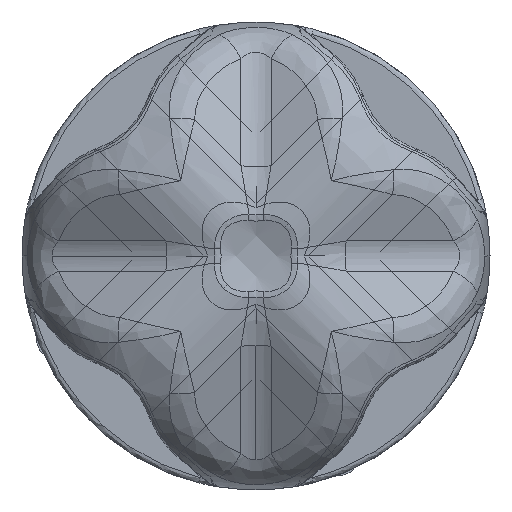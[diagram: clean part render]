
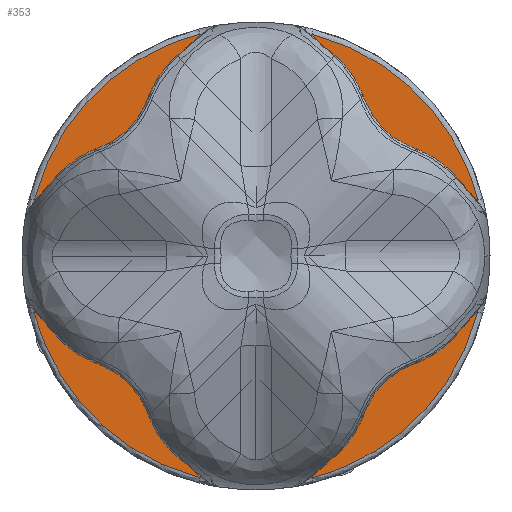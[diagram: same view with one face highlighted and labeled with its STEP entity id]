
A CAD part, front view. The second image highlights one B-rep face of the part: STEP entity #353.
In plain terms, the highlighted planar face has unit normal (0, -1, 0).
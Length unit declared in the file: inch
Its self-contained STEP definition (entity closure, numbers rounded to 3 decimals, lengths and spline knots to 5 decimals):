
#196 = CIRCLE ( 'NONE', #17297, 0.15846 ) ;
#353 = ADVANCED_FACE ( 'NONE', ( #13416, #11944 ), #3070, .T. ) ;
#443 = EDGE_CURVE ( 'NONE', #15845, #962, #22379, .T. ) ;
#653 = CARTESIAN_POINT ( 'NONE',  ( -0.10402, -0.10827, 0.41025 ) ) ;
#654 = DIRECTION ( 'NONE',  ( -0.707, 0., -0.707 ) ) ;
#679 = EDGE_CURVE ( 'NONE', #17080, #7488, #6109, .T. ) ;
#682 = CARTESIAN_POINT ( 'NONE',  ( -0.10402, -0.10827, 0.41025 ) ) ;
#901 = EDGE_CURVE ( 'NONE', #8631, #7058, #3995, .T. ) ;
#962 = VERTEX_POINT ( 'NONE', #682 ) ;
#1127 = CARTESIAN_POINT ( 'NONE',  ( 0.41025, -0.10827, 0.10402 ) ) ;
#1482 = CARTESIAN_POINT ( 'NONE',  ( 0., -0.10827, 0. ) ) ;
#1510 = CARTESIAN_POINT ( 'NONE',  ( 0.41025, -0.10827, -0.10402 ) ) ;
#1660 = ORIENTED_EDGE ( 'NONE', *, *, #21951, .T. ) ;
#1912 = ORIENTED_EDGE ( 'NONE', *, *, #19999, .T. ) ;
#2133 = DIRECTION ( 'NONE',  ( 1., 0., 0. ) ) ;
#2346 = CARTESIAN_POINT ( 'NONE',  ( 0.10402, -0.10827, 0.41025 ) ) ;
#2680 = EDGE_CURVE ( 'NONE', #7975, #14565, #14763, .T. ) ;
#2738 = CARTESIAN_POINT ( 'NONE',  ( -0.37109, -0.10827, -0.25844 ) ) ;
#3061 = CARTESIAN_POINT ( 'NONE',  ( -0.41025, -0.10827, 0.10402 ) ) ;
#3070 = PLANE ( 'NONE',  #12790 ) ;
#3237 = EDGE_CURVE ( 'NONE', #5487, #13624, #22248, .T. ) ;
#3891 = CARTESIAN_POINT ( 'NONE',  ( 0.37109, -0.10827, 0.25844 ) ) ;
#3995 =( BOUNDED_CURVE ( )  B_SPLINE_CURVE ( 3, ( #7201, #12542, #3891, #1127 ),
 .UNSPECIFIED., .F., .T. ) 
 B_SPLINE_CURVE_WITH_KNOTS ( ( 4, 4 ),
 ( 0., 1. ),
 .UNSPECIFIED. ) 
 CURVE ( )  GEOMETRIC_REPRESENTATION_ITEM ( )  RATIONAL_B_SPLINE_CURVE ( ( 1., 0.906, 0.906, 1. ) ) 
 REPRESENTATION_ITEM ( '' )  );
#4256 = VECTOR ( 'NONE', #14185, 39.37008 ) ;
#4354 = VERTEX_POINT ( 'NONE', #17588 ) ;
#4428 = CARTESIAN_POINT ( 'NONE',  ( -0.41025, -0.10827, 0.10402 ) ) ;
#4460 = CARTESIAN_POINT ( 'NONE',  ( -0.10402, -0.10827, -0.41025 ) ) ;
#4630 = CARTESIAN_POINT ( 'NONE',  ( 0., -0.10827, 0.30623 ) ) ;
#4708 = VECTOR ( 'NONE', #14736, 39.37008 ) ;
#4795 = CARTESIAN_POINT ( 'NONE',  ( -0.41025, -0.10827, -0.10402 ) ) ;
#4961 = ORIENTED_EDGE ( 'NONE', *, *, #901, .F. ) ;
#5031 = VECTOR ( 'NONE', #654, 39.37008 ) ;
#5424 = LINE ( 'NONE', #12130, #4256 ) ;
#5443 = EDGE_CURVE ( 'NONE', #13594, #962, #13526, .T. ) ;
#5487 = VERTEX_POINT ( 'NONE', #5779 ) ;
#5779 = CARTESIAN_POINT ( 'NONE',  ( 0.15846, -0.10827, 0. ) ) ;
#6036 = DIRECTION ( 'NONE',  ( 0., 1., 0. ) ) ;
#6109 = LINE ( 'NONE', #9523, #20776 ) ;
#6153 = CARTESIAN_POINT ( 'NONE',  ( 0., -0.10827, 0. ) ) ;
#6167 = CARTESIAN_POINT ( 'NONE',  ( 0.41025, -0.10827, 0.10402 ) ) ;
#6497 = ORIENTED_EDGE ( 'NONE', *, *, #443, .F. ) ;
#6597 = DIRECTION ( 'NONE',  ( 0., -1., 0. ) ) ;
#6727 = DIRECTION ( 'NONE',  ( 0., 1., 0. ) ) ;
#7058 = VERTEX_POINT ( 'NONE', #6167 ) ;
#7143 = VERTEX_POINT ( 'NONE', #7971 ) ;
#7201 = CARTESIAN_POINT ( 'NONE',  ( 0.10402, -0.10827, 0.41025 ) ) ;
#7488 = VERTEX_POINT ( 'NONE', #9473 ) ;
#7971 = CARTESIAN_POINT ( 'NONE',  ( -0.10402, -0.10827, -0.41025 ) ) ;
#7975 = VERTEX_POINT ( 'NONE', #15565 ) ;
#8072 = CARTESIAN_POINT ( 'NONE',  ( 0., -0.10827, 0. ) ) ;
#8395 = EDGE_CURVE ( 'NONE', #13624, #5487, #196, .T. ) ;
#8474 = CARTESIAN_POINT ( 'NONE',  ( 0.37109, -0.10827, -0.25844 ) ) ;
#8525 = CARTESIAN_POINT ( 'NONE',  ( 0., -0.10827, 0.30623 ) ) ;
#8631 = VERTEX_POINT ( 'NONE', #2346 ) ;
#9140 = VECTOR ( 'NONE', #18360, 39.37008 ) ;
#9318 = CARTESIAN_POINT ( 'NONE',  ( -0.25844, -0.10827, 0.37109 ) ) ;
#9473 = CARTESIAN_POINT ( 'NONE',  ( -0.41025, -0.10827, -0.10402 ) ) ;
#9523 = CARTESIAN_POINT ( 'NONE',  ( -0.30623, -0.10827, 0. ) ) ;
#9662 = CARTESIAN_POINT ( 'NONE',  ( -0.37109, -0.10827, 0.25844 ) ) ;
#9891 = ORIENTED_EDGE ( 'NONE', *, *, #2680, .F. ) ;
#10103 = EDGE_CURVE ( 'NONE', #7143, #11835, #13745, .T. ) ;
#10127 = CARTESIAN_POINT ( 'NONE',  ( -0.10402, -0.10827, -0.41025 ) ) ;
#10204 = ORIENTED_EDGE ( 'NONE', *, *, #679, .T. ) ;
#10343 = ORIENTED_EDGE ( 'NONE', *, *, #5443, .T. ) ;
#10766 = VECTOR ( 'NONE', #22284, 39.37008 ) ;
#10908 = EDGE_LOOP ( 'NONE', ( #14676, #22135 ) ) ;
#11400 = CARTESIAN_POINT ( 'NONE',  ( -0.25844, -0.10827, -0.37109 ) ) ;
#11484 = EDGE_CURVE ( 'NONE', #7143, #7488, #17775, .T. ) ;
#11649 = ORIENTED_EDGE ( 'NONE', *, *, #18037, .T. ) ;
#11835 = VERTEX_POINT ( 'NONE', #15185 ) ;
#11944 = FACE_OUTER_BOUND ( 'NONE', #19598, .T. ) ;
#12130 = CARTESIAN_POINT ( 'NONE',  ( -0.41025, -0.10827, 0.10402 ) ) ;
#12320 = DIRECTION ( 'NONE',  ( 0.707, 0., 0.707 ) ) ;
#12542 = CARTESIAN_POINT ( 'NONE',  ( 0.25844, -0.10827, 0.37109 ) ) ;
#12790 = AXIS2_PLACEMENT_3D ( 'NONE', #8072, #6597, #2133 ) ;
#13174 = CARTESIAN_POINT ( 'NONE',  ( 0.10402, -0.10827, 0.41025 ) ) ;
#13338 = ORIENTED_EDGE ( 'NONE', *, *, #10103, .T. ) ;
#13384 = VECTOR ( 'NONE', #12320, 39.37008 ) ;
#13416 = FACE_BOUND ( 'NONE', #10908, .T. ) ;
#13450 = LINE ( 'NONE', #14827, #9140 ) ;
#13526 = LINE ( 'NONE', #8525, #19412 ) ;
#13594 = VERTEX_POINT ( 'NONE', #4630 ) ;
#13624 = VERTEX_POINT ( 'NONE', #20002 ) ;
#13745 = LINE ( 'NONE', #10127, #10766 ) ;
#14022 = LINE ( 'NONE', #20967, #13384 ) ;
#14185 = DIRECTION ( 'NONE',  ( 0.707, 0., -0.707 ) ) ;
#14565 = VERTEX_POINT ( 'NONE', #17727 ) ;
#14676 = ORIENTED_EDGE ( 'NONE', *, *, #3237, .T. ) ;
#14736 = DIRECTION ( 'NONE',  ( 0.707, 0., -0.707 ) ) ;
#14763 =( BOUNDED_CURVE ( )  B_SPLINE_CURVE ( 3, ( #1510, #8474, #22347, #20647 ),
 .UNSPECIFIED., .F., .T. ) 
 B_SPLINE_CURVE_WITH_KNOTS ( ( 4, 4 ),
 ( 0., 1. ),
 .UNSPECIFIED. ) 
 CURVE ( )  GEOMETRIC_REPRESENTATION_ITEM ( )  RATIONAL_B_SPLINE_CURVE ( ( 1., 0.906, 0.906, 1. ) ) 
 REPRESENTATION_ITEM ( '' )  );
#14827 = CARTESIAN_POINT ( 'NONE',  ( 0.41025, -0.10827, -0.10402 ) ) ;
#15177 = EDGE_CURVE ( 'NONE', #11835, #14565, #21445, .T. ) ;
#15185 = CARTESIAN_POINT ( 'NONE',  ( 0., -0.10827, -0.30623 ) ) ;
#15458 = DIRECTION ( 'NONE',  ( -0.707, 0., 0.707 ) ) ;
#15565 = CARTESIAN_POINT ( 'NONE',  ( 0.41025, -0.10827, -0.10402 ) ) ;
#15845 = VERTEX_POINT ( 'NONE', #3061 ) ;
#16255 = LINE ( 'NONE', #13174, #5031 ) ;
#16440 = AXIS2_PLACEMENT_3D ( 'NONE', #1482, #6727, #17315 ) ;
#17080 = VERTEX_POINT ( 'NONE', #18836 ) ;
#17297 = AXIS2_PLACEMENT_3D ( 'NONE', #6153, #6036, #19928 ) ;
#17315 = DIRECTION ( 'NONE',  ( 1., 0., 0. ) ) ;
#17588 = CARTESIAN_POINT ( 'NONE',  ( 0.30623, -0.10827, 0. ) ) ;
#17727 = CARTESIAN_POINT ( 'NONE',  ( 0.10402, -0.10827, -0.41025 ) ) ;
#17775 =( BOUNDED_CURVE ( )  B_SPLINE_CURVE ( 3, ( #4460, #11400, #2738, #4795 ),
 .UNSPECIFIED., .F., .F. ) 
 B_SPLINE_CURVE_WITH_KNOTS ( ( 4, 4 ),
 ( 0., 1. ),
 .UNSPECIFIED. ) 
 CURVE ( )  GEOMETRIC_REPRESENTATION_ITEM ( )  RATIONAL_B_SPLINE_CURVE ( ( 1., 0.906, 0.906, 1. ) ) 
 REPRESENTATION_ITEM ( '' )  );
#18037 = EDGE_CURVE ( 'NONE', #7975, #4354, #13450, .T. ) ;
#18360 = DIRECTION ( 'NONE',  ( -0.707, 0., 0.707 ) ) ;
#18836 = CARTESIAN_POINT ( 'NONE',  ( -0.30623, -0.10827, 0. ) ) ;
#19412 = VECTOR ( 'NONE', #15458, 39.37008 ) ;
#19598 = EDGE_LOOP ( 'NONE', ( #1912, #10204, #21831, #13338, #20248, #9891, #11649, #21270, #4961, #1660, #10343, #6497 ) ) ;
#19928 = DIRECTION ( 'NONE',  ( 1., 0., 0. ) ) ;
#19999 = EDGE_CURVE ( 'NONE', #15845, #17080, #5424, .T. ) ;
#20002 = CARTESIAN_POINT ( 'NONE',  ( -0.15846, -0.10827, 0. ) ) ;
#20248 = ORIENTED_EDGE ( 'NONE', *, *, #15177, .T. ) ;
#20647 = CARTESIAN_POINT ( 'NONE',  ( 0.10402, -0.10827, -0.41025 ) ) ;
#20776 = VECTOR ( 'NONE', #21356, 39.37008 ) ;
#20967 = CARTESIAN_POINT ( 'NONE',  ( 0.30623, -0.10827, 0. ) ) ;
#21270 = ORIENTED_EDGE ( 'NONE', *, *, #22303, .T. ) ;
#21356 = DIRECTION ( 'NONE',  ( -0.707, 0., -0.707 ) ) ;
#21445 = LINE ( 'NONE', #21781, #4708 ) ;
#21781 = CARTESIAN_POINT ( 'NONE',  ( 0., -0.10827, -0.30623 ) ) ;
#21831 = ORIENTED_EDGE ( 'NONE', *, *, #11484, .F. ) ;
#21951 = EDGE_CURVE ( 'NONE', #8631, #13594, #16255, .T. ) ;
#22135 = ORIENTED_EDGE ( 'NONE', *, *, #8395, .T. ) ;
#22248 = CIRCLE ( 'NONE', #16440, 0.15846 ) ;
#22284 = DIRECTION ( 'NONE',  ( 0.707, 0., 0.707 ) ) ;
#22303 = EDGE_CURVE ( 'NONE', #4354, #7058, #14022, .T. ) ;
#22347 = CARTESIAN_POINT ( 'NONE',  ( 0.25844, -0.10827, -0.37109 ) ) ;
#22379 =( BOUNDED_CURVE ( )  B_SPLINE_CURVE ( 3, ( #4428, #9662, #9318, #653 ),
 .UNSPECIFIED., .F., .T. ) 
 B_SPLINE_CURVE_WITH_KNOTS ( ( 4, 4 ),
 ( 0., 1. ),
 .UNSPECIFIED. ) 
 CURVE ( )  GEOMETRIC_REPRESENTATION_ITEM ( )  RATIONAL_B_SPLINE_CURVE ( ( 1., 0.906, 0.906, 1. ) ) 
 REPRESENTATION_ITEM ( '' )  );
